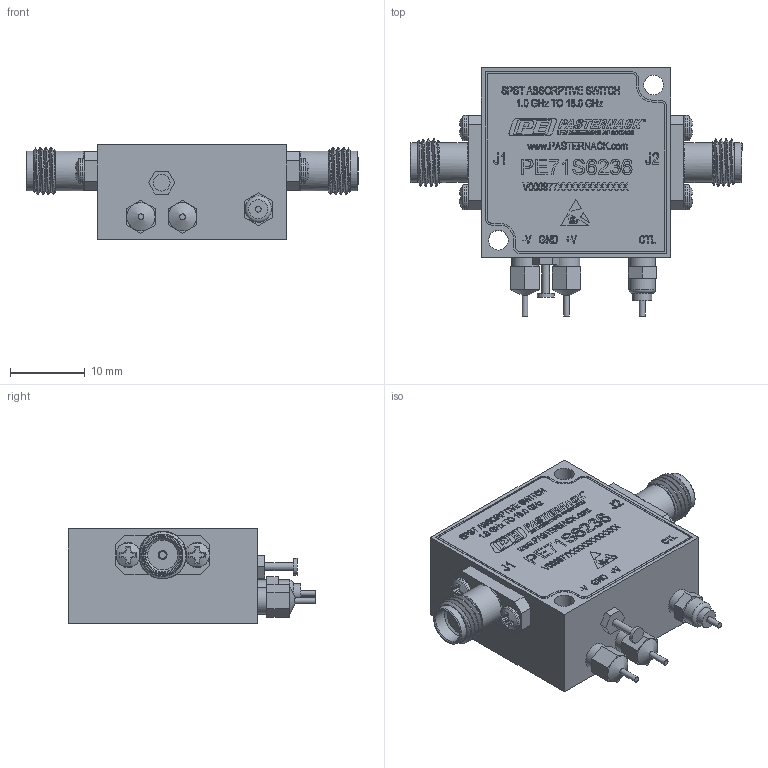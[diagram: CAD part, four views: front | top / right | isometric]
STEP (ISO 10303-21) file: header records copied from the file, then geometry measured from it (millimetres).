
FILE_DESCRIPTION (( 'STEP AP203' ), '1' );
FILE_NAME ('PE71S6236.step', '2020-02-04T23:10:05', ( '' ), ( '' ), 'SwSTEP 2.0', 'SolidWorks 2018', '' );
FILE_SCHEMA (( 'CONFIG_CONTROL_DESIGN' ));
Length unit declared in the file: inch
Products named in the file (1): PE71S6236
Bounding box: 44.55 x 33.27 x 12.75 mm (x, y, z)
Volume: 8789.7 mm3; surface area: 4017 mm2
Topology: 3 solids, 3 shells, 2196 faces, 5891 edges, 3917 vertices
Faces by surface type: plane 1372, bspline 613, cylinder 180, cone 30, torus 1
Full cylindrical faces by diameter (mm): 0.276 x1, 0.283 x1, 0.762 x3, 0.914 x2, 1.016 x3, 1.168 x4, 1.27 x2, 1.854 x4, 2.224 x1, 2.54 x1, 2.642 x2, 3.393 x4, 3.556 x4, 3.81 x2, 4.521 x2, 5.08 x2, 5.334 x4
Entity records: 102832 total; most frequent: CARTESIAN_POINT 52569, ORIENTED_EDGE 11606, DIRECTION 7873, EDGE_CURVE 5803, LINE 4045, VECTOR 4045, VERTEX_POINT 3894, EDGE_LOOP 2481
